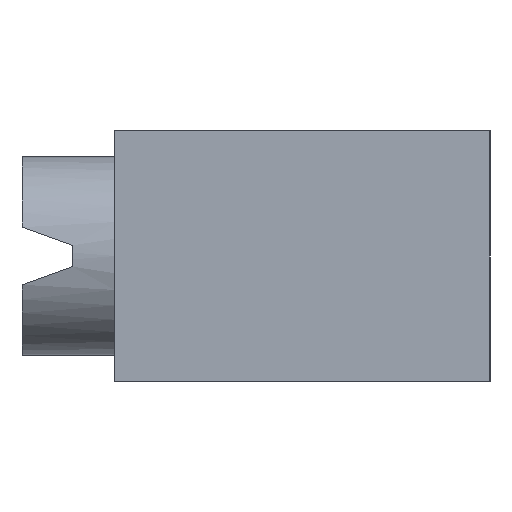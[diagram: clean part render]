
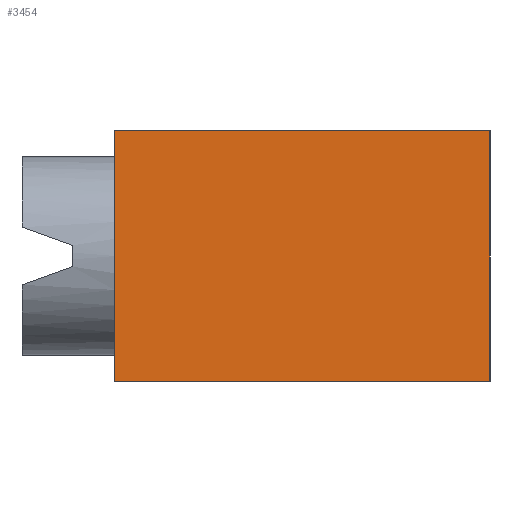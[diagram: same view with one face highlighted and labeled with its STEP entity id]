
A CAD part, left-side view. The second image highlights one B-rep face of the part: STEP entity #3454.
In plain terms, the highlighted planar face has unit normal (-1, 0, 0).
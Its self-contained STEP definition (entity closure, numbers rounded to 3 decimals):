
#1344 = ORIENTED_EDGE ( 'NONE', *, *, #12153, .F. ) ;
#1351 = ORIENTED_EDGE ( 'NONE', *, *, #12117, .T. ) ;
#1798 = VECTOR ( 'NONE', #8658, 1000. ) ;
#1848 = VECTOR ( 'NONE', #8708, 1000. ) ;
#1878 = VECTOR ( 'NONE', #8803, 1000. ) ;
#1912 = VECTOR ( 'NONE', #8771, 1000. ) ;
#3454 = ADVANCED_FACE ( 'NONE', ( #14161 ), #14193, .F. ) ;
#7083 = AXIS2_PLACEMENT_3D ( 'NONE', #14182, #14259, #14256 ) ;
#8658 = DIRECTION ( 'NONE',  ( 0., 0., -1. ) ) ;
#8693 = CARTESIAN_POINT ( 'NONE',  ( 4.5, 15., -10. ) ) ;
#8698 = LINE ( 'NONE', #8693, #1798 ) ;
#8708 = DIRECTION ( 'NONE',  ( 0., 1., 0. ) ) ;
#8719 = CARTESIAN_POINT ( 'NONE',  ( 4.5, 15., 0. ) ) ;
#8728 = LINE ( 'NONE', #8719, #1848 ) ;
#8766 = CARTESIAN_POINT ( 'NONE',  ( 4.5, 15., -10. ) ) ;
#8771 = DIRECTION ( 'NONE',  ( 0., 1., 0. ) ) ;
#8776 = LINE ( 'NONE', #8766, #1912 ) ;
#8789 = CARTESIAN_POINT ( 'NONE',  ( 4.5, 0., 0. ) ) ;
#8803 = DIRECTION ( 'NONE',  ( 0., 0., -1. ) ) ;
#8821 = LINE ( 'NONE', #8789, #1878 ) ;
#9006 = CARTESIAN_POINT ( 'NONE',  ( 4.5, 0., -10. ) ) ;
#9037 = CARTESIAN_POINT ( 'NONE',  ( 4.5, 15., 0. ) ) ;
#9040 = CARTESIAN_POINT ( 'NONE',  ( 4.5, 15., -10. ) ) ;
#9041 = CARTESIAN_POINT ( 'NONE',  ( 4.5, 0., 0. ) ) ;
#12117 = EDGE_CURVE ( 'NONE', #13257, #13255, #8698, .T. ) ;
#12126 = EDGE_CURVE ( 'NONE', #13281, #13257, #8728, .T. ) ;
#12139 = EDGE_CURVE ( 'NONE', #13230, #13255, #8776, .T. ) ;
#12153 = EDGE_CURVE ( 'NONE', #13281, #13230, #8821, .T. ) ;
#13143 = EDGE_LOOP ( 'NONE', ( #1351, #13365, #1344, #13403 ) ) ;
#13230 = VERTEX_POINT ( 'NONE', #9006 ) ;
#13255 = VERTEX_POINT ( 'NONE', #9040 ) ;
#13257 = VERTEX_POINT ( 'NONE', #9037 ) ;
#13281 = VERTEX_POINT ( 'NONE', #9041 ) ;
#13365 = ORIENTED_EDGE ( 'NONE', *, *, #12139, .F. ) ;
#13403 = ORIENTED_EDGE ( 'NONE', *, *, #12126, .T. ) ;
#14161 = FACE_OUTER_BOUND ( 'NONE', #13143, .T. ) ;
#14182 = CARTESIAN_POINT ( 'NONE',  ( 4.5, 15., 0. ) ) ;
#14193 = PLANE ( 'NONE',  #7083 ) ;
#14256 = DIRECTION ( 'NONE',  ( 0., 0., -1. ) ) ;
#14259 = DIRECTION ( 'NONE',  ( 1., 0., 0. ) ) ;
